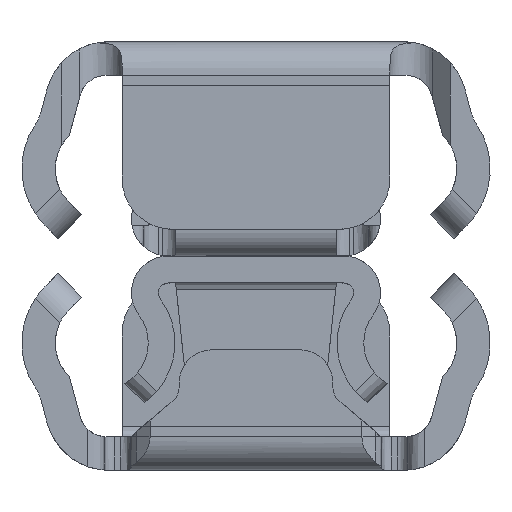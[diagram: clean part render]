
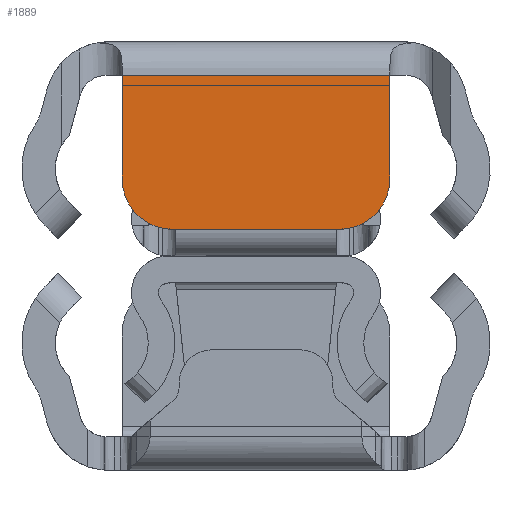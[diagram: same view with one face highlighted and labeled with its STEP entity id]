
A CAD part, left-side view. The second image highlights one B-rep face of the part: STEP entity #1889.
In plain terms, the highlighted face is planar.
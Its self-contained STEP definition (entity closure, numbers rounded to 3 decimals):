
#11 = DIRECTION ( 'NONE',  ( 1., 0., 0. ) ) ;
#98 = EDGE_CURVE ( 'NONE', #2420, #4181, #2483, .T. ) ;
#221 = CARTESIAN_POINT ( 'NONE',  ( 150., 4., 1. ) ) ;
#319 = CARTESIAN_POINT ( 'NONE',  ( 150., 0., 5.6 ) ) ;
#486 = CARTESIAN_POINT ( 'NONE',  ( 150., 4., 1. ) ) ;
#582 = ORIENTED_EDGE ( 'NONE', *, *, #2524, .T. ) ;
#613 = EDGE_CURVE ( 'NONE', #4181, #4951, #4066, .T. ) ;
#620 = VERTEX_POINT ( 'NONE', #1268 ) ;
#733 = AXIS2_PLACEMENT_3D ( 'NONE', #2711, #4336, #1922 ) ;
#754 = DIRECTION ( 'NONE',  ( 1., 0., 0. ) ) ;
#788 = ORIENTED_EDGE ( 'NONE', *, *, #98, .T. ) ;
#805 = DIRECTION ( 'NONE',  ( 0., 1., 0. ) ) ;
#1268 = CARTESIAN_POINT ( 'NONE',  ( 150., -2.5, 5.6 ) ) ;
#1449 = CARTESIAN_POINT ( 'NONE',  ( 150., -4., 1. ) ) ;
#1614 = CARTESIAN_POINT ( 'NONE',  ( 150., -4.404, 1.9 ) ) ;
#1637 = DIRECTION ( 'NONE',  ( 0., 0., -1. ) ) ;
#1889 = ADVANCED_FACE ( 'NONE', ( #5151 ), #4418, .T. ) ;
#1895 = ORIENTED_EDGE ( 'NONE', *, *, #613, .T. ) ;
#1922 = DIRECTION ( 'NONE',  ( 0., 0., -1. ) ) ;
#2043 = VECTOR ( 'NONE', #805, 1000. ) ;
#2218 = EDGE_CURVE ( 'NONE', #4951, #4187, #2654, .T. ) ;
#2320 = CIRCLE ( 'NONE', #733, 1.5 ) ;
#2420 = VERTEX_POINT ( 'NONE', #1449 ) ;
#2440 = EDGE_CURVE ( 'NONE', #4187, #620, #2603, .T. ) ;
#2483 = LINE ( 'NONE', #486, #2043 ) ;
#2524 = EDGE_CURVE ( 'NONE', #620, #4869, #2320, .T. ) ;
#2603 = LINE ( 'NONE', #319, #2651 ) ;
#2651 = VECTOR ( 'NONE', #3111, 1000. ) ;
#2654 = CIRCLE ( 'NONE', #4430, 1.5 ) ;
#2711 = CARTESIAN_POINT ( 'NONE',  ( 150., -2.5, 4.1 ) ) ;
#2772 = CARTESIAN_POINT ( 'NONE',  ( 150., 2.5, 4.1 ) ) ;
#2849 = DIRECTION ( 'NONE',  ( 0., 0., -1. ) ) ;
#3020 = ORIENTED_EDGE ( 'NONE', *, *, #2218, .T. ) ;
#3095 = ORIENTED_EDGE ( 'NONE', *, *, #4671, .T. ) ;
#3111 = DIRECTION ( 'NONE',  ( 0., -1., 0. ) ) ;
#3303 = VECTOR ( 'NONE', #1637, 1000. ) ;
#3595 = CARTESIAN_POINT ( 'NONE',  ( 150., 4., 4.1 ) ) ;
#3598 = CARTESIAN_POINT ( 'NONE',  ( 150., -4., 4.1 ) ) ;
#3645 = LINE ( 'NONE', #3598, #3303 ) ;
#3810 = CARTESIAN_POINT ( 'NONE',  ( 150., -4., 4.1 ) ) ;
#4066 = LINE ( 'NONE', #3595, #5176 ) ;
#4181 = VERTEX_POINT ( 'NONE', #221 ) ;
#4187 = VERTEX_POINT ( 'NONE', #4650 ) ;
#4336 = DIRECTION ( 'NONE',  ( 1., 0., 0. ) ) ;
#4418 = PLANE ( 'NONE',  #4595 ) ;
#4430 = AXIS2_PLACEMENT_3D ( 'NONE', #2772, #11, #2849 ) ;
#4438 = DIRECTION ( 'NONE',  ( 0., 0., 1. ) ) ;
#4595 = AXIS2_PLACEMENT_3D ( 'NONE', #1614, #754, #5204 ) ;
#4650 = CARTESIAN_POINT ( 'NONE',  ( 150., 2.5, 5.6 ) ) ;
#4671 = EDGE_CURVE ( 'NONE', #4869, #2420, #3645, .T. ) ;
#4672 = ORIENTED_EDGE ( 'NONE', *, *, #2440, .T. ) ;
#4693 = EDGE_LOOP ( 'NONE', ( #3095, #788, #1895, #3020, #4672, #582 ) ) ;
#4705 = CARTESIAN_POINT ( 'NONE',  ( 150., 4., 4.1 ) ) ;
#4869 = VERTEX_POINT ( 'NONE', #3810 ) ;
#4951 = VERTEX_POINT ( 'NONE', #4705 ) ;
#5151 = FACE_OUTER_BOUND ( 'NONE', #4693, .T. ) ;
#5176 = VECTOR ( 'NONE', #4438, 1000. ) ;
#5204 = DIRECTION ( 'NONE',  ( 0., 0., -1. ) ) ;
